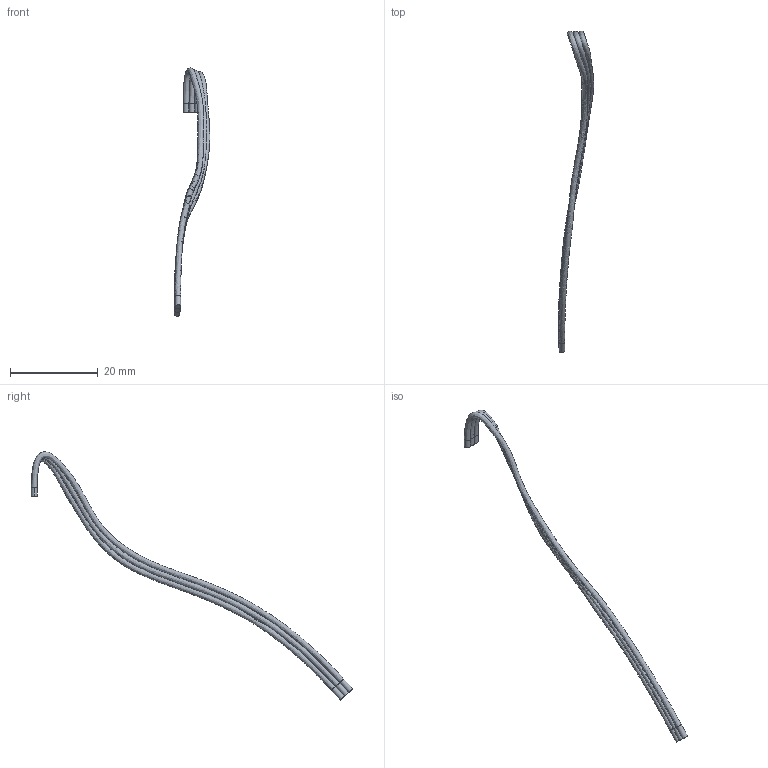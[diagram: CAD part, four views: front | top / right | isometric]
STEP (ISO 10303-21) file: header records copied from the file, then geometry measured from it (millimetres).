
FILE_DESCRIPTION (( 'STEP AP203' ), '1' );
FILE_NAME ('Pièce1-TURNIGY - ESC Plush 30A_Default_sldprt.STEP', '2024-01-22T16:57:53', ( '' ), ( '' ), 'SwSTEP 2.0', 'SolidWorks 2019', '' );
FILE_SCHEMA (( 'CONFIG_CONTROL_DESIGN' ));
Length unit declared in the file: metre
Products named in the file (1): Pièce1-TURNIGY - ESC Plush 30A_Default_sldprt
Bounding box: 8.09 x 73.08 x 56.48 mm (x, y, z)
Volume: 399.2 mm3; surface area: 1146.1 mm2
Topology: 1 solids, 1 shells, 16 faces, 34 edges, 20 vertices
Faces by surface type: cylinder 10, bspline 4, plane 2
Entity records: 1199 total; most frequent: CARTESIAN_POINT 783, DIRECTION 76, ORIENTED_EDGE 68, EDGE_CURVE 34, AXIS2_PLACEMENT_3D 33, CIRCLE 20, VERTEX_POINT 20, FACE_OUTER_BOUND 16
